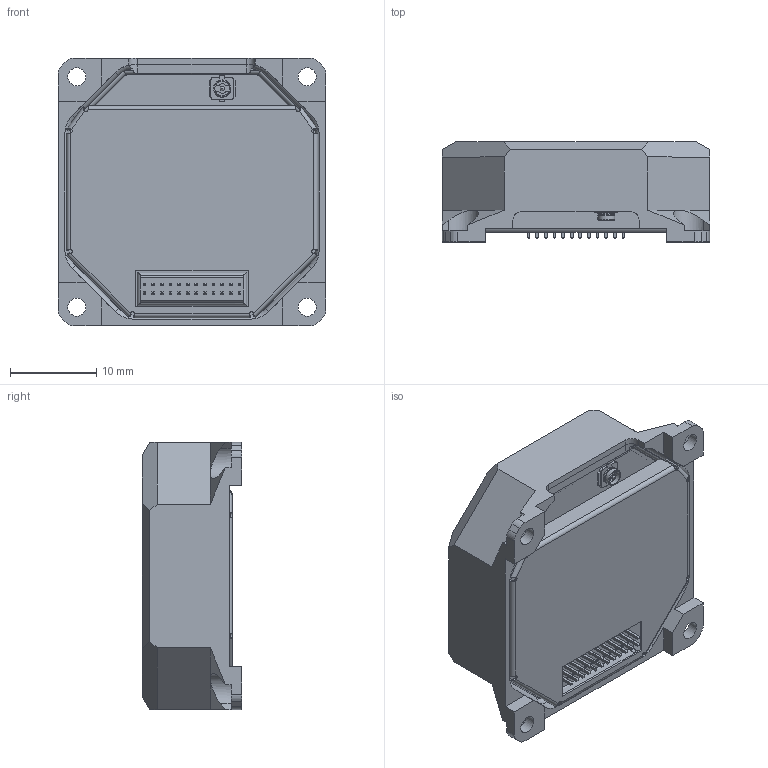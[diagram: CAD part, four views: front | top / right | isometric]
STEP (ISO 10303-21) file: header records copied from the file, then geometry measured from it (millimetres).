
FILE_DESCRIPTION(/* description */ (''),/* implementation_level */ '2;1');
FILE_NAME(/* name */ 'VN-210E_Rev_5_Shrinkwrap_1.stp',/* time_stamp */ '2025-01-23T14:14:35-06:00',/* author */ ('Chris'),/* organization */ (''),/* preprocessor_version */ 'ST-DEVELOPER v18.1',/* originating_system */ 'Autodesk Inventor 2021',/* authorisation */ '');
FILE_SCHEMA (('AUTOMOTIVE_DESIGN { 1 0 10303 214 3 1 1 }'));
Length unit declared in the file: inch
Products named in the file (1): VN-210E_Rev_5_Shrinkwrap_1
Bounding box: 31 x 11.6 x 31 mm (x, y, z)
Volume: 6520.5 mm3; surface area: 10438.4 mm2
Topology: 8 solids, 8 shells, 888 faces, 2300 edges, 1437 vertices
Faces by surface type: plane 697, cylinder 142, bspline 33, cone 8, torus 8
Full cylindrical faces by diameter (mm): 0.5 x1, 1.183 x4, 1.7 x1, 1.86 x1, 2 x2, 2.1 x4, 2.4 x4
Entity records: 27870 total; most frequent: CARTESIAN_POINT 5299, ORIENTED_EDGE 4590, DIRECTION 4230, EDGE_CURVE 2295, LINE 1944, VECTOR 1944, VERTEX_POINT 1437, AXIS2_PLACEMENT_3D 1143
